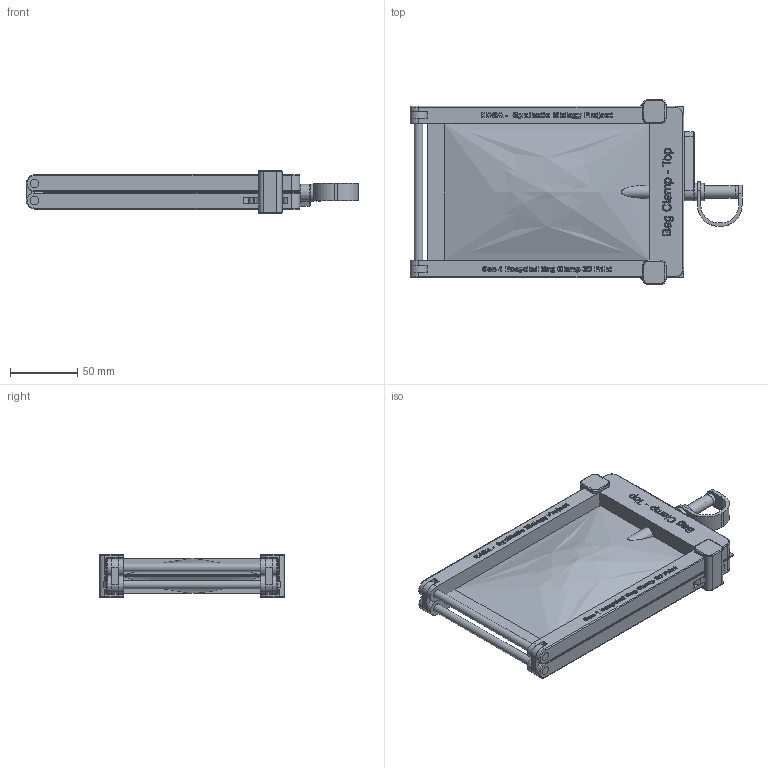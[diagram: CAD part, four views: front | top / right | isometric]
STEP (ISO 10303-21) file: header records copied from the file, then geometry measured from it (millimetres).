
FILE_DESCRIPTION(('FreeCAD Model'),'2;1');
FILE_NAME('Open CASCADE Shape Model','2025-04-26T18:38:47',('FreeCAD'),( 'FreeCAD'),'Open CASCADE STEP processor 7.6','FreeCAD','Unknown');
FILE_SCHEMA(('AUTOMOTIVE_DESIGN { 1 0 10303 214 1 1 1 1 }'));
Products named in the file (1): Open CASCADE STEP translator 7.6 1
Bounding box: 246.38 x 137.16 x 32 mm (x, y, z)
Volume: 239199 mm3; surface area: 183904.2 mm2
Topology: 11 solids, 11 shells, 1778 faces, 4797 edges, 3140 vertices
Faces by surface type: bspline 909, plane 634, cylinder 170, torus 61, sphere 4
Full cylindrical faces by diameter (mm): 1.016 x1, 1.524 x8, 3.81 x8, 5.08 x2, 6.35 x14, 7.62 x2, 9.144 x5, 12.7 x2
Entity records: 64828 total; most frequent: CARTESIAN_POINT 26285, ORIENTED_EDGE 9546, DIRECTION 5058, EDGE_CURVE 4773, VERTEX_POINT 3140, LINE 2528, VECTOR 2528, FACE_BOUND 1935
